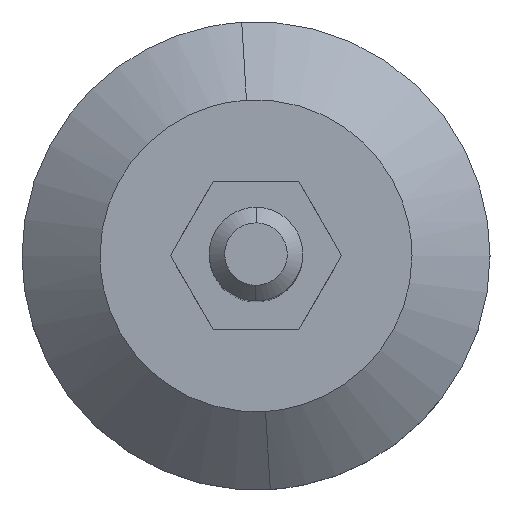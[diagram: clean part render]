
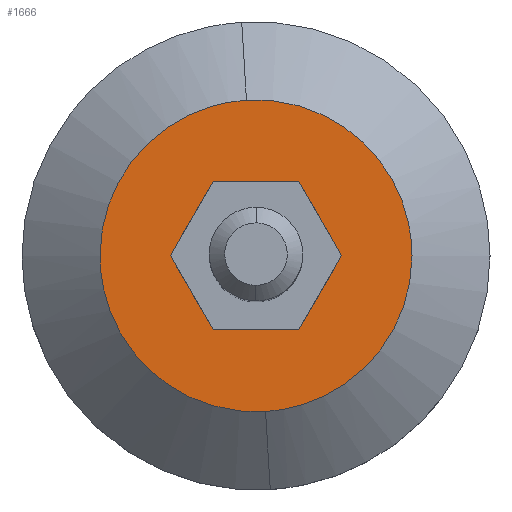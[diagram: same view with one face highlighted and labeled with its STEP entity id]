
A CAD part, top view. The second image highlights one B-rep face of the part: STEP entity #1666.
In plain terms, the highlighted free-form (B-spline) face has degree [1, 1] with [2, 2] control points.
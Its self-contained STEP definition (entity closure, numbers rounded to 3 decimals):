
#1423=CARTESIAN_POINT('',(-1.221,19.963,17.));
#1424=VERTEX_POINT('',#1423);
#1430=CARTESIAN_POINT('',(20.0,0.0,17.0));
#1431=VERTEX_POINT('',#1430);
#1432=CARTESIAN_POINT('',(-1.221,19.963,17.));
#1433=CARTESIAN_POINT('',(-0.611,20.,17.));
#1434=CARTESIAN_POINT('',(0.,20.,17.));
#1435=CARTESIAN_POINT('',(20.,20.,17.));
#1436=CARTESIAN_POINT('',(20.0,0.0,17.0));
#1444=(BOUNDED_CURVE()B_SPLINE_CURVE(2,(#1432,#1433,#1434,#1435,#1436),.UNSPECIFIED.,.F.,.U.)B_SPLINE_CURVE_WITH_KNOTS((3,2,3),(0.239,0.25,0.5),.UNSPECIFIED.)CURVE()GEOMETRIC_REPRESENTATION_ITEM()RATIONAL_B_SPLINE_CURVE((0.976,0.988,1.0,0.707,1.0))REPRESENTATION_ITEM(''));
#1445=EDGE_CURVE('',#1424,#1431,#1444,.T.);
#1447=CARTESIAN_POINT('',(1.221,-19.963,17.));
#1448=VERTEX_POINT('',#1447);
#1449=CARTESIAN_POINT('',(20.0,0.0,17.0));
#1450=CARTESIAN_POINT('',(20.,-18.814,17.));
#1451=CARTESIAN_POINT('',(1.221,-19.963,17.));
#1459=(BOUNDED_CURVE()B_SPLINE_CURVE(2,(#1449,#1450,#1451),.UNSPECIFIED.,.F.,.U.)B_SPLINE_CURVE_WITH_KNOTS((3,3),(0.5,0.739),.UNSPECIFIED.)CURVE()GEOMETRIC_REPRESENTATION_ITEM()RATIONAL_B_SPLINE_CURVE((1.0,0.72,0.976))REPRESENTATION_ITEM(''));
#1460=EDGE_CURVE('',#1431,#1448,#1459,.T.);
#1494=CARTESIAN_POINT('',(-20.0,0.0,17.0));
#1495=VERTEX_POINT('',#1494);
#1496=CARTESIAN_POINT('',(1.221,-19.963,17.));
#1497=CARTESIAN_POINT('',(0.611,-20.,17.));
#1498=CARTESIAN_POINT('',(0.,-20.,17.));
#1499=CARTESIAN_POINT('',(-20.,-20.,17.));
#1500=CARTESIAN_POINT('',(-20.0,0.0,17.0));
#1508=(BOUNDED_CURVE()B_SPLINE_CURVE(2,(#1496,#1497,#1498,#1499,#1500),.UNSPECIFIED.,.F.,.U.)B_SPLINE_CURVE_WITH_KNOTS((3,2,3),(0.739,0.75,1.0),.UNSPECIFIED.)CURVE()GEOMETRIC_REPRESENTATION_ITEM()RATIONAL_B_SPLINE_CURVE((0.976,0.988,1.0,0.707,1.0))REPRESENTATION_ITEM(''));
#1509=EDGE_CURVE('',#1448,#1495,#1508,.T.);
#1511=CARTESIAN_POINT('',(-20.0,0.0,17.0));
#1512=CARTESIAN_POINT('',(-20.,18.814,17.));
#1513=CARTESIAN_POINT('',(-1.221,19.963,17.));
#1521=(BOUNDED_CURVE()B_SPLINE_CURVE(2,(#1511,#1512,#1513),.UNSPECIFIED.,.F.,.U.)B_SPLINE_CURVE_WITH_KNOTS((3,3),(0.0,0.239),.UNSPECIFIED.)CURVE()GEOMETRIC_REPRESENTATION_ITEM()RATIONAL_B_SPLINE_CURVE((1.0,0.72,0.976))REPRESENTATION_ITEM(''));
#1522=EDGE_CURVE('',#1495,#1424,#1521,.T.);
#1547=CARTESIAN_POINT('',(0.366,-5.989,17.0));
#1548=VERTEX_POINT('',#1547);
#1554=CARTESIAN_POINT('',(6.0,0.0,17.0));
#1555=VERTEX_POINT('',#1554);
#1556=CARTESIAN_POINT('',(6.0,0.0,17.0));
#1557=CARTESIAN_POINT('',(6.0,-5.644,17.));
#1558=CARTESIAN_POINT('',(0.366,-5.989,17.));
#1566=(BOUNDED_CURVE()B_SPLINE_CURVE(2,(#1556,#1557,#1558),.UNSPECIFIED.,.F.,.U.)B_SPLINE_CURVE_WITH_KNOTS((3,3),(0.5,0.739),.UNSPECIFIED.)CURVE()GEOMETRIC_REPRESENTATION_ITEM()RATIONAL_B_SPLINE_CURVE((1.0,0.72,0.976))REPRESENTATION_ITEM(''));
#1567=EDGE_CURVE('',#1555,#1548,#1566,.T.);
#1569=CARTESIAN_POINT('',(-0.366,5.989,17.0));
#1570=VERTEX_POINT('',#1569);
#1571=CARTESIAN_POINT('',(-0.366,5.989,17.));
#1572=CARTESIAN_POINT('',(-0.183,6.0,17.));
#1573=CARTESIAN_POINT('',(0.0,6.0,17.0));
#1574=CARTESIAN_POINT('',(6.0,6.0,17.));
#1575=CARTESIAN_POINT('',(6.0,0.0,17.0));
#1583=(BOUNDED_CURVE()B_SPLINE_CURVE(2,(#1571,#1572,#1573,#1574,#1575),.UNSPECIFIED.,.F.,.U.)B_SPLINE_CURVE_WITH_KNOTS((3,2,3),(0.239,0.25,0.5),.UNSPECIFIED.)CURVE()GEOMETRIC_REPRESENTATION_ITEM()RATIONAL_B_SPLINE_CURVE((0.976,0.988,1.0,0.707,1.0))REPRESENTATION_ITEM(''));
#1584=EDGE_CURVE('',#1570,#1555,#1583,.T.);
#1614=CARTESIAN_POINT('',(-6.0,0.0,17.0));
#1615=VERTEX_POINT('',#1614);
#1616=CARTESIAN_POINT('',(-6.0,0.0,17.0));
#1617=CARTESIAN_POINT('',(-6.0,5.644,17.));
#1618=CARTESIAN_POINT('',(-0.366,5.989,17.));
#1626=(BOUNDED_CURVE()B_SPLINE_CURVE(2,(#1616,#1617,#1618),.UNSPECIFIED.,.F.,.U.)B_SPLINE_CURVE_WITH_KNOTS((3,3),(0.0,0.239),.UNSPECIFIED.)CURVE()GEOMETRIC_REPRESENTATION_ITEM()RATIONAL_B_SPLINE_CURVE((1.0,0.72,0.976))REPRESENTATION_ITEM(''));
#1627=EDGE_CURVE('',#1615,#1570,#1626,.T.);
#1629=CARTESIAN_POINT('',(0.366,-5.989,17.));
#1630=CARTESIAN_POINT('',(0.183,-6.0,17.));
#1631=CARTESIAN_POINT('',(0.0,-6.0,17.0));
#1632=CARTESIAN_POINT('',(-6.0,-6.0,17.));
#1633=CARTESIAN_POINT('',(-6.0,0.0,17.0));
#1641=(BOUNDED_CURVE()B_SPLINE_CURVE(2,(#1629,#1630,#1631,#1632,#1633),.UNSPECIFIED.,.F.,.U.)B_SPLINE_CURVE_WITH_KNOTS((3,2,3),(0.739,0.75,1.0),.UNSPECIFIED.)CURVE()GEOMETRIC_REPRESENTATION_ITEM()RATIONAL_B_SPLINE_CURVE((0.976,0.988,1.0,0.707,1.0))REPRESENTATION_ITEM(''));
#1642=EDGE_CURVE('',#1548,#1615,#1641,.T.);
#1649=CARTESIAN_POINT('',(-21.998,-21.998,17.0));
#1650=CARTESIAN_POINT('',(21.998,-21.998,17.0));
#1651=CARTESIAN_POINT('',(-21.998,21.998,17.0));
#1652=CARTESIAN_POINT('',(21.998,21.998,17.0));
#1653=B_SPLINE_SURFACE_WITH_KNOTS('',1,1,((#1649,#1651),(#1650,#1652)),.UNSPECIFIED.,.F.,.F.,.U.,(2,2),(2,2),(0.0,43.996),(0.0,43.995),.UNSPECIFIED.);
#1654=ORIENTED_EDGE('',*,*,#1509,.F.);
#1655=ORIENTED_EDGE('',*,*,#1460,.F.);
#1656=ORIENTED_EDGE('',*,*,#1445,.F.);
#1657=ORIENTED_EDGE('',*,*,#1522,.F.);
#1658=EDGE_LOOP('',(#1654,#1655,#1656,#1657));
#1659=FACE_OUTER_BOUND('',#1658,.T.);
#1660=ORIENTED_EDGE('',*,*,#1567,.T.);
#1661=ORIENTED_EDGE('',*,*,#1642,.T.);
#1662=ORIENTED_EDGE('',*,*,#1627,.T.);
#1663=ORIENTED_EDGE('',*,*,#1584,.T.);
#1664=EDGE_LOOP('',(#1660,#1661,#1662,#1663));
#1665=FACE_BOUND('',#1664,.T.);
#1666=ADVANCED_FACE('',(#1659,#1665),#1653,.T.);
